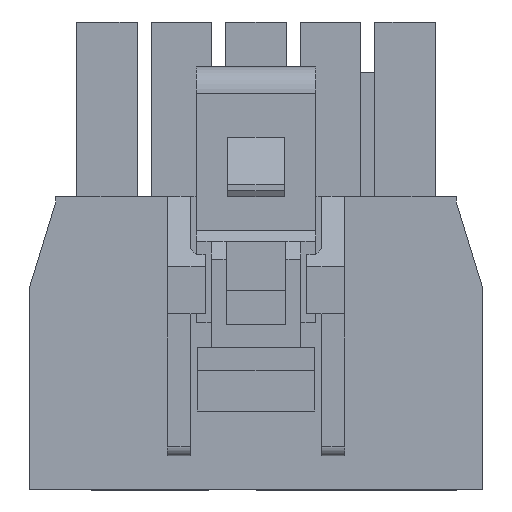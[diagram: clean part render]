
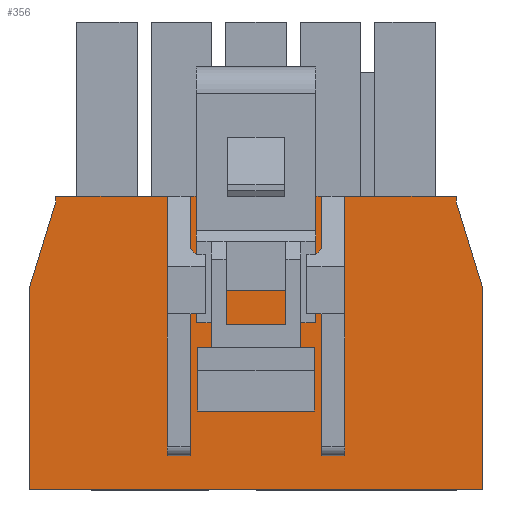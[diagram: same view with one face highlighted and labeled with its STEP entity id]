
A CAD part, front view. The second image highlights one B-rep face of the part: STEP entity #356.
In plain terms, the highlighted planar face has unit normal (0, -1, 0).
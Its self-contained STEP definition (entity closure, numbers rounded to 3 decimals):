
#84=FACE_OUTER_BOUND('',#933,.T.);
#356=ADVANCED_FACE('',(#84),#633,.T.);
#633=PLANE('',#5391);
#933=EDGE_LOOP('',(#1467,#1468,#1469,#1470,#1471,#1472,#1473,#1474,#1475,
#1476,#1477,#1478,#1479,#1480,#1481,#1482,#1483,#1484,#1485,#1486));
#1467=ORIENTED_EDGE('',*,*,#3365,.T.);
#1468=ORIENTED_EDGE('',*,*,#3390,.F.);
#1469=ORIENTED_EDGE('',*,*,#3167,.T.);
#1470=ORIENTED_EDGE('',*,*,#3293,.F.);
#1471=ORIENTED_EDGE('',*,*,#3391,.T.);
#1472=ORIENTED_EDGE('',*,*,#3295,.T.);
#1473=ORIENTED_EDGE('',*,*,#3179,.T.);
#1474=ORIENTED_EDGE('',*,*,#3392,.T.);
#1475=ORIENTED_EDGE('',*,*,#3363,.T.);
#1476=ORIENTED_EDGE('',*,*,#3393,.T.);
#1477=ORIENTED_EDGE('',*,*,#3175,.T.);
#1478=ORIENTED_EDGE('',*,*,#3394,.F.);
#1479=ORIENTED_EDGE('',*,*,#3209,.F.);
#1480=ORIENTED_EDGE('',*,*,#3200,.T.);
#1481=ORIENTED_EDGE('',*,*,#3241,.T.);
#1482=ORIENTED_EDGE('',*,*,#3217,.T.);
#1483=ORIENTED_EDGE('',*,*,#3395,.F.);
#1484=ORIENTED_EDGE('',*,*,#3396,.F.);
#1485=ORIENTED_EDGE('',*,*,#3171,.T.);
#1486=ORIENTED_EDGE('',*,*,#3397,.F.);
#2689=VERTEX_POINT('',#6994);
#2690=VERTEX_POINT('',#6996);
#2693=VERTEX_POINT('',#7002);
#2694=VERTEX_POINT('',#7004);
#2697=VERTEX_POINT('',#7010);
#2698=VERTEX_POINT('',#7012);
#2701=VERTEX_POINT('',#7018);
#2702=VERTEX_POINT('',#7020);
#2720=VERTEX_POINT('',#7061);
#2721=VERTEX_POINT('',#7063);
#2729=VERTEX_POINT('',#7082);
#2736=VERTEX_POINT('',#7097);
#2737=VERTEX_POINT('',#7099);
#2806=VERTEX_POINT('',#7248);
#2807=VERTEX_POINT('',#7253);
#2857=VERTEX_POINT('',#7380);
#2859=VERTEX_POINT('',#7384);
#2860=VERTEX_POINT('',#7388);
#2862=VERTEX_POINT('',#7391);
#2879=VERTEX_POINT('',#7444);
#3167=EDGE_CURVE('',#2690,#2689,#3910,.T.);
#3171=EDGE_CURVE('',#2694,#2693,#3914,.T.);
#3175=EDGE_CURVE('',#2698,#2697,#3918,.T.);
#3179=EDGE_CURVE('',#2702,#2701,#3922,.T.);
#3200=EDGE_CURVE('',#2721,#2720,#3943,.T.);
#3209=EDGE_CURVE('',#2721,#2729,#3952,.T.);
#3217=EDGE_CURVE('',#2737,#2736,#3960,.T.);
#3241=EDGE_CURVE('',#2720,#2737,#3984,.T.);
#3293=EDGE_CURVE('',#2806,#2689,#4033,.T.);
#3295=EDGE_CURVE('',#2807,#2702,#4035,.T.);
#3363=EDGE_CURVE('',#2857,#2859,#4100,.T.);
#3365=EDGE_CURVE('',#2862,#2860,#4102,.T.);
#3390=EDGE_CURVE('',#2690,#2860,#4125,.T.);
#3391=EDGE_CURVE('',#2806,#2807,#4126,.T.);
#3392=EDGE_CURVE('',#2701,#2857,#4127,.T.);
#3393=EDGE_CURVE('',#2859,#2698,#4128,.T.);
#3394=EDGE_CURVE('',#2729,#2697,#4129,.T.);
#3395=EDGE_CURVE('',#2879,#2736,#4130,.T.);
#3396=EDGE_CURVE('',#2694,#2879,#4131,.T.);
#3397=EDGE_CURVE('',#2862,#2693,#4132,.T.);
#3910=LINE('',#6995,#4639);
#3914=LINE('',#7003,#4643);
#3918=LINE('',#7011,#4647);
#3922=LINE('',#7019,#4651);
#3943=LINE('',#7062,#4672);
#3952=LINE('',#7081,#4681);
#3960=LINE('',#7098,#4689);
#3984=LINE('',#7146,#4713);
#4033=LINE('',#7249,#4762);
#4035=LINE('',#7252,#4764);
#4100=LINE('',#7385,#4829);
#4102=LINE('',#7390,#4831);
#4125=LINE('',#7438,#4854);
#4126=LINE('',#7439,#4855);
#4127=LINE('',#7440,#4856);
#4128=LINE('',#7441,#4857);
#4129=LINE('',#7442,#4858);
#4130=LINE('',#7443,#4859);
#4131=LINE('',#7445,#4860);
#4132=LINE('',#7446,#4861);
#4639=VECTOR('',#5663,1.);
#4643=VECTOR('',#5667,1.);
#4647=VECTOR('',#5671,1.);
#4651=VECTOR('',#5675,1.);
#4672=VECTOR('',#5702,1.);
#4681=VECTOR('',#5715,1.);
#4689=VECTOR('',#5725,1.);
#4713=VECTOR('',#5755,1.);
#4762=VECTOR('',#5814,1.);
#4764=VECTOR('',#5818,1.);
#4829=VECTOR('',#5913,1.);
#4831=VECTOR('',#5917,1.);
#4854=VECTOR('',#5956,1.);
#4855=VECTOR('',#5957,1.);
#4856=VECTOR('',#5958,1.);
#4857=VECTOR('',#5959,1.);
#4858=VECTOR('',#5960,1.);
#4859=VECTOR('',#5961,1.);
#4860=VECTOR('',#5962,1.);
#4861=VECTOR('',#5963,1.);
#5391=AXIS2_PLACEMENT_3D('',#7447,#5964,#5965);
#5663=DIRECTION('',(-1.,0.,0.));
#5667=DIRECTION('',(-1.,0.,0.));
#5671=DIRECTION('',(-1.,0.,0.));
#5675=DIRECTION('',(-1.,0.,0.));
#5702=DIRECTION('',(0.,0.,-1.));
#5715=DIRECTION('',(0.294,0.,0.956));
#5725=DIRECTION('',(0.,0.,1.));
#5755=DIRECTION('',(1.,0.,0.));
#5814=DIRECTION('',(0.,0.,-1.));
#5818=DIRECTION('',(0.,0.,-1.));
#5913=DIRECTION('',(-1.,0.,0.));
#5917=DIRECTION('',(-1.,0.,0.));
#5956=DIRECTION('',(0.,0.,-1.));
#5957=DIRECTION('',(-1.,0.,0.));
#5958=DIRECTION('',(0.,0.,-1.));
#5959=DIRECTION('',(0.,0.,1.));
#5960=DIRECTION('',(0.,0.,1.));
#5961=DIRECTION('',(0.294,0.,-0.956));
#5962=DIRECTION('',(0.,0.,-1.));
#5963=DIRECTION('',(0.,0.,1.));
#5964=DIRECTION('',(0.,-1.,0.));
#5965=DIRECTION('',(0.,0.,-1.));
#6994=CARTESIAN_POINT('',(2.,-1.74,9.85));
#6995=CARTESIAN_POINT('',(-2.2,-1.74,9.85));
#6996=CARTESIAN_POINT('',(2.2,-1.74,9.85));
#7002=CARTESIAN_POINT('',(2.97,-1.74,9.85));
#7003=CARTESIAN_POINT('',(7.6,-1.74,9.85));
#7004=CARTESIAN_POINT('',(6.72,-1.74,9.85));
#7010=CARTESIAN_POINT('',(-6.72,-1.74,9.85));
#7011=CARTESIAN_POINT('',(7.6,-1.74,9.85));
#7012=CARTESIAN_POINT('',(-2.97,-1.74,9.85));
#7018=CARTESIAN_POINT('',(-2.2,-1.74,9.85));
#7019=CARTESIAN_POINT('',(-2.2,-1.74,9.85));
#7020=CARTESIAN_POINT('',(-2.,-1.74,9.85));
#7061=CARTESIAN_POINT('',(-7.6,-1.74,0.));
#7062=CARTESIAN_POINT('',(-7.6,-1.74,9.85));
#7063=CARTESIAN_POINT('',(-7.6,-1.74,6.8));
#7081=CARTESIAN_POINT('',(-7.6,-1.74,6.8));
#7082=CARTESIAN_POINT('',(-6.72,-1.74,9.66));
#7097=CARTESIAN_POINT('',(7.6,-1.74,6.8));
#7098=CARTESIAN_POINT('',(7.6,-1.74,0.));
#7099=CARTESIAN_POINT('',(7.6,-1.74,0.));
#7146=CARTESIAN_POINT('',(-7.6,-1.74,0.));
#7248=CARTESIAN_POINT('',(2.,-1.74,12.8));
#7249=CARTESIAN_POINT('',(2.,-1.74,12.8));
#7252=CARTESIAN_POINT('',(-2.,-1.74,12.8));
#7253=CARTESIAN_POINT('',(-2.,-1.74,12.8));
#7380=CARTESIAN_POINT('',(-2.2,-1.74,1.15));
#7384=CARTESIAN_POINT('',(-2.97,-1.74,1.15));
#7385=CARTESIAN_POINT('',(2.97,-1.74,1.15));
#7388=CARTESIAN_POINT('',(2.2,-1.74,1.15));
#7390=CARTESIAN_POINT('',(2.97,-1.74,1.15));
#7391=CARTESIAN_POINT('',(2.97,-1.74,1.15));
#7438=CARTESIAN_POINT('',(2.2,-1.74,10.72));
#7439=CARTESIAN_POINT('',(2.,-1.74,12.8));
#7440=CARTESIAN_POINT('',(-2.2,-1.74,10.72));
#7441=CARTESIAN_POINT('',(-2.97,-1.74,1.15));
#7442=CARTESIAN_POINT('',(-6.72,-1.74,9.66));
#7443=CARTESIAN_POINT('',(6.72,-1.74,9.66));
#7444=CARTESIAN_POINT('',(6.72,-1.74,9.66));
#7445=CARTESIAN_POINT('',(6.72,-1.74,9.85));
#7446=CARTESIAN_POINT('',(2.97,-1.74,1.15));
#7447=CARTESIAN_POINT('',(0.,-1.74,0.));
